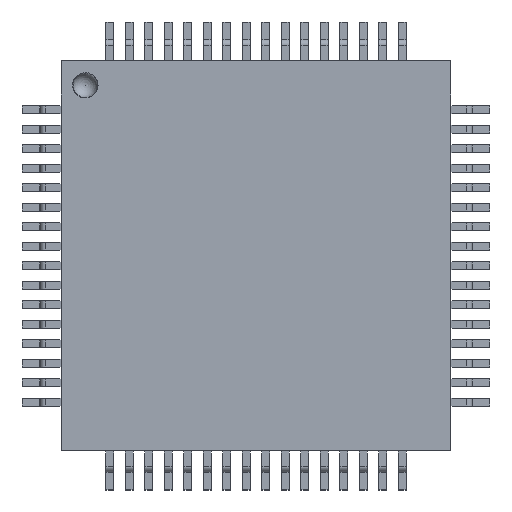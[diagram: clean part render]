
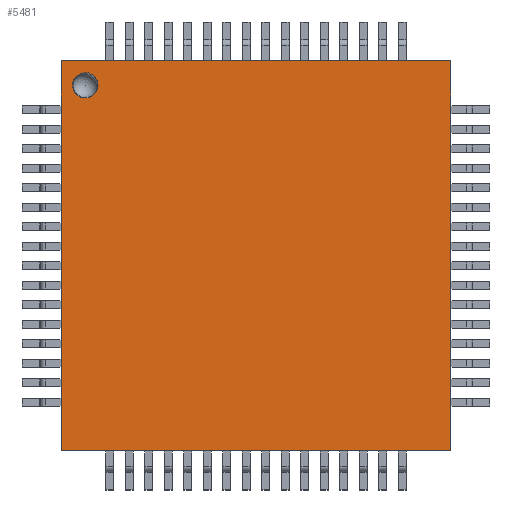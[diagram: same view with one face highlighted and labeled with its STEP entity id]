
A CAD part, top view. The second image highlights one B-rep face of the part: STEP entity #5481.
In plain terms, the highlighted planar face has unit normal (0, 0, 1).
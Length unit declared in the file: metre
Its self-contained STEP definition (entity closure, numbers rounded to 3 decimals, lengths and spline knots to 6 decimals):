
#5481 = ADVANCED_FACE( '', ( #12575, #12576 ), #12577, .T. );
#12575 = FACE_BOUND( '', #21993, .T. );
#12576 = FACE_OUTER_BOUND( '', #21994, .T. );
#12577 = PLANE( '', #21995 );
#21993 = EDGE_LOOP( '', ( #31790 ) );
#21994 = EDGE_LOOP( '', ( #31791, #31792, #31793, #31794 ) );
#21995 = AXIS2_PLACEMENT_3D( '', #31795, #31796, #31797 );
#31790 = ORIENTED_EDGE( '', *, *, #37089, .T. );
#31791 = ORIENTED_EDGE( '', *, *, #37318, .T. );
#31792 = ORIENTED_EDGE( '', *, *, #37329, .T. );
#31793 = ORIENTED_EDGE( '', *, *, #37330, .T. );
#31794 = ORIENTED_EDGE( '', *, *, #37331, .T. );
#31795 = CARTESIAN_POINT( '', ( -0.005, -0.005, 0.0014 ) );
#31796 = DIRECTION( '', ( 0., 0., 1. ) );
#31797 = DIRECTION( '', ( 1., 0., 0. ) );
#37089 = EDGE_CURVE( '', #37884, #37884, #37885, .T. );
#37318 = EDGE_CURVE( '', #38117, #38114, #38118, .T. );
#37329 = EDGE_CURVE( '', #38114, #38130, #38131, .T. );
#37330 = EDGE_CURVE( '', #38130, #38132, #38133, .T. );
#37331 = EDGE_CURVE( '', #38132, #38117, #38134, .T. );
#37884 = VERTEX_POINT( '', #38688 );
#37885 = B_SPLINE_CURVE_WITH_KNOTS( '', 3, ( #38689, #38690, #38691, #38692, #38693, #38694, #38695, #38696, #38697, #38698, #38699, #38700, #38701, #38702, #38703, #38704, #38705, #38706, #38707 ), .UNSPECIFIED., .T., .F., ( 2, 1, 1, 1, 1, 1, 1, 1, 1, 1, 1, 1, 1, 1, 1, 1, 1, 1, 1, 1, 2 ), ( -0.125, -0.0625, 0., 0.0625, 0.125, 0.1875, 0.25, 0.3125, 0.375, 0.4375, 0.5, 0.5625, 0.625, 0.6875, 0.75, 0.8125, 0.875, 0.9375, 1., 1.0625, 1.125 ), .UNSPECIFIED. );
#38114 = VERTEX_POINT( '', #38972 );
#38117 = VERTEX_POINT( '', #38976 );
#38118 = B_SPLINE_CURVE_WITH_KNOTS( '', 1, ( #38977, #38978 ), .UNSPECIFIED., .F., .F., ( 2, 2 ), ( 0., 1. ), .UNSPECIFIED. );
#38130 = VERTEX_POINT( '', #38992 );
#38131 = B_SPLINE_CURVE_WITH_KNOTS( '', 1, ( #38993, #38994 ), .UNSPECIFIED., .F., .F., ( 2, 2 ), ( 0., 1. ), .UNSPECIFIED. );
#38132 = VERTEX_POINT( '', #38995 );
#38133 = B_SPLINE_CURVE_WITH_KNOTS( '', 1, ( #38996, #38997 ), .UNSPECIFIED., .F., .F., ( 2, 2 ), ( 0., 1. ), .UNSPECIFIED. );
#38134 = B_SPLINE_CURVE_WITH_KNOTS( '', 1, ( #38998, #38999 ), .UNSPECIFIED., .F., .F., ( 2, 2 ), ( 0., 1. ), .UNSPECIFIED. );
#38688 = CARTESIAN_POINT( '', ( -0.00405, 0.004375, 0.0014 ) );
#38689 = CARTESIAN_POINT( '', ( -0.004067, 0.004503, 0.0014 ) );
#38690 = CARTESIAN_POINT( '', ( -0.004042, 0.004375, 0.0014 ) );
#38691 = CARTESIAN_POINT( '', ( -0.004067, 0.004247, 0.0014 ) );
#38692 = CARTESIAN_POINT( '', ( -0.004139, 0.004139, 0.0014 ) );
#38693 = CARTESIAN_POINT( '', ( -0.004247, 0.004067, 0.0014 ) );
#38694 = CARTESIAN_POINT( '', ( -0.004375, 0.004042, 0.0014 ) );
#38695 = CARTESIAN_POINT( '', ( -0.004503, 0.004067, 0.0014 ) );
#38696 = CARTESIAN_POINT( '', ( -0.004611, 0.004139, 0.0014 ) );
#38697 = CARTESIAN_POINT( '', ( -0.004683, 0.004247, 0.0014 ) );
#38698 = CARTESIAN_POINT( '', ( -0.004708, 0.004375, 0.0014 ) );
#38699 = CARTESIAN_POINT( '', ( -0.004683, 0.004503, 0.0014 ) );
#38700 = CARTESIAN_POINT( '', ( -0.004611, 0.004611, 0.0014 ) );
#38701 = CARTESIAN_POINT( '', ( -0.004503, 0.004683, 0.0014 ) );
#38702 = CARTESIAN_POINT( '', ( -0.004375, 0.004708, 0.0014 ) );
#38703 = CARTESIAN_POINT( '', ( -0.004247, 0.004683, 0.0014 ) );
#38704 = CARTESIAN_POINT( '', ( -0.004139, 0.004611, 0.0014 ) );
#38705 = CARTESIAN_POINT( '', ( -0.004067, 0.004503, 0.0014 ) );
#38706 = CARTESIAN_POINT( '', ( -0.004042, 0.004375, 0.0014 ) );
#38707 = CARTESIAN_POINT( '', ( -0.004067, 0.004247, 0.0014 ) );
#38972 = CARTESIAN_POINT( '', ( 0.005, 0.005, 0.0014 ) );
#38976 = CARTESIAN_POINT( '', ( 0.005, -0.005, 0.0014 ) );
#38977 = CARTESIAN_POINT( '', ( 0.005, -0.005, 0.0014 ) );
#38978 = CARTESIAN_POINT( '', ( 0.005, 0.005, 0.0014 ) );
#38992 = CARTESIAN_POINT( '', ( -0.005, 0.005, 0.0014 ) );
#38993 = CARTESIAN_POINT( '', ( 0.005, 0.005, 0.0014 ) );
#38994 = CARTESIAN_POINT( '', ( -0.005, 0.005, 0.0014 ) );
#38995 = CARTESIAN_POINT( '', ( -0.005, -0.005, 0.0014 ) );
#38996 = CARTESIAN_POINT( '', ( -0.005, 0.005, 0.0014 ) );
#38997 = CARTESIAN_POINT( '', ( -0.005, -0.005, 0.0014 ) );
#38998 = CARTESIAN_POINT( '', ( -0.005, -0.005, 0.0014 ) );
#38999 = CARTESIAN_POINT( '', ( 0.005, -0.005, 0.0014 ) );
